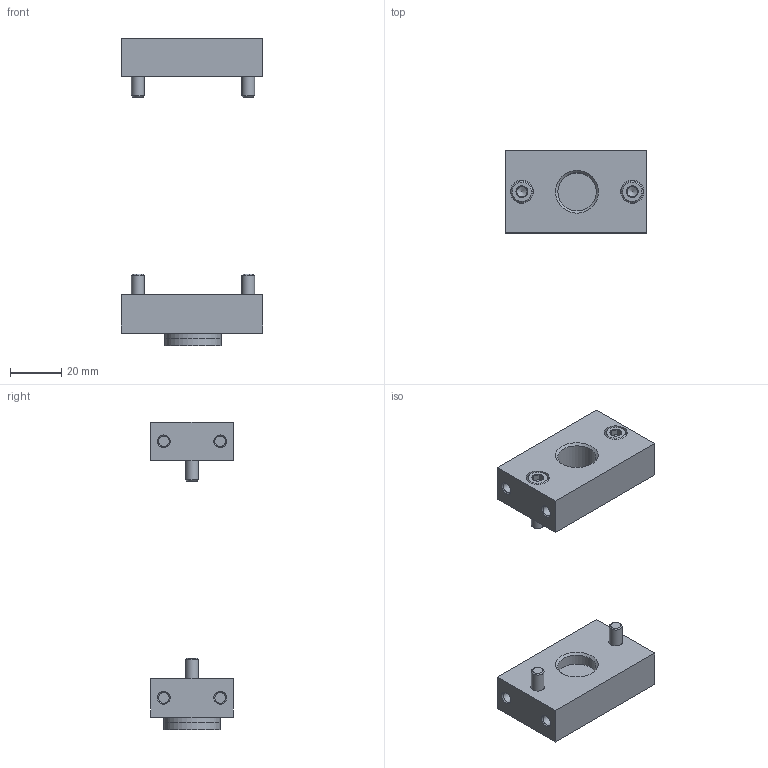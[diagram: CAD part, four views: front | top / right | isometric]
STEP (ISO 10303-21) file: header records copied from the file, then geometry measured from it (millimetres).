
FILE_DESCRIPTION(/* description */ ('STEP AP214'),/* implementation_level */ '2;1');
FILE_NAME(/* name */ '525035_LRBAS-3_8-D-MIDI',/* time_stamp */ '2024-09-04T22:47:31+02:00',/* author */ ('License CC BY-ND 4.0'),/* organization */ ('CADENAS'),/* preprocessor_version */ 'ST-DEVELOPER v19.3',/* originating_system */ 'PARTsolutions',/* authorisation */ ' ');
FILE_SCHEMA (('AUTOMOTIVE_DESIGN {1 0 10303 214 3 1 1}'));
Length unit declared in the file: millimetre
Products named in the file (5): 525035 LRBAS-3/8-D-MIDI; 525035 LRBAS-3/8-D-MIDI---(p); DIN-912 - M5x18(F); DIN-908 G3/8A; 2225 O-3/8
Assembly tree (8 placements, depth 2):
  525035 LRBAS-3/8-D-MIDI
    525035 LRBAS-3/8-D-MIDI---(p)  x2
    DIN-912 - M5x18(F)  x4
    DIN-908 G3/8A
    2225 O-3/8
Bounding box: 55 x 32 x 120 mm (x, y, z)
Volume: 50527.3 mm3; surface area: 19141.9 mm2
Topology: 8 solids, 8 shells, 182 faces, 354 edges, 203 vertices
Faces by surface type: plane 93, cone 62, cylinder 27
Full cylindrical faces by diameter (mm): 4.134 x4, 5 x4, 5.3 x4, 8.5 x4, 9 x4, 10.2 x1, 14.95 x2, 16.662 x1, 16.8 x1, 22 x2
Entity records: 2025 total; most frequent: CARTESIAN_POINT 354, DIRECTION 342, ORIENTED_EDGE 248, AXIS2_PLACEMENT_3D 144, EDGE_CURVE 124, FACE_BOUND 122, EDGE_LOOP 120, VERTEX_POINT 92
